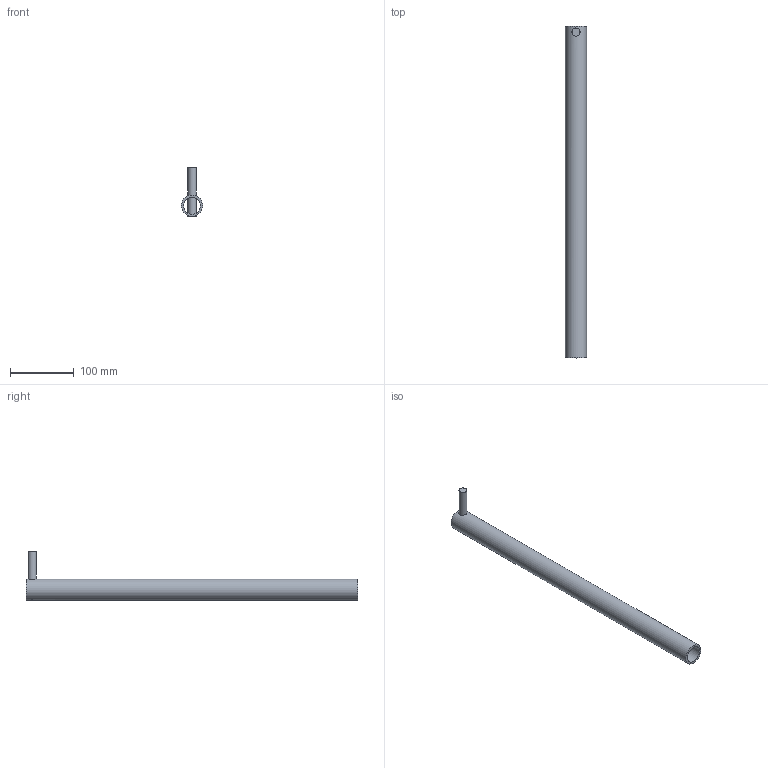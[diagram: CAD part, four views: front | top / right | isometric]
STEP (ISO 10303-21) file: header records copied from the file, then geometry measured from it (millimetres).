
FILE_DESCRIPTION(/* description */ (''),/* implementation_level */ '2;1');
FILE_NAME(/* name */ 'FE-00003_ASM_2_ASM.stp',/* time_stamp */ '2017-01-08T11:27:06-05:00',/* author */ ('jeff1'),/* organization */ (''),/* preprocessor_version */ 'ST-DEVELOPER v16.5',/* originating_system */ 'Autodesk Inventor 2017',/* authorisation */ '');
FILE_SCHEMA (('AUTOMOTIVE_DESIGN { 1 0 10303 214 3 1 1 }'));
Length unit declared in the file: inch
Products named in the file (3): FE-00003_ASM_2_ASM; FE-00003_1; FE-00003-01_1
Assembly tree (2 placements, depth 2):
  FE-00003_ASM_2_ASM
    FE-00003_1
    FE-00003-01_1
Bounding box: 33.34 x 520.7 x 76.2 mm (x, y, z)
Volume: 172961.8 mm3; surface area: 101805.8 mm2
Topology: 2 solids, 2 shells, 9 faces, 17 edges, 12 vertices
Faces by surface type: cylinder 5, plane 4
Full cylindrical faces by diameter (mm): 12.7 x3, 26.645 x1, 33.337 x1
Entity records: 411 total; most frequent: CARTESIAN_POINT 166, DIRECTION 40, EDGE_LOOP 20, ORIENTED_EDGE 20, AXIS2_PLACEMENT_3D 20, FACE_BOUND 11, VERTEX_POINT 10, EDGE_CURVE 10
